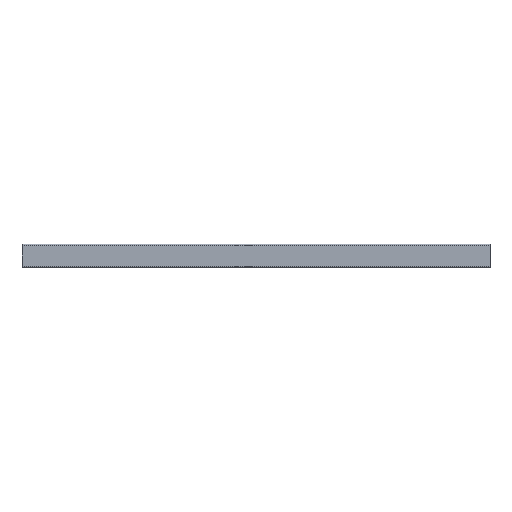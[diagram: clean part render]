
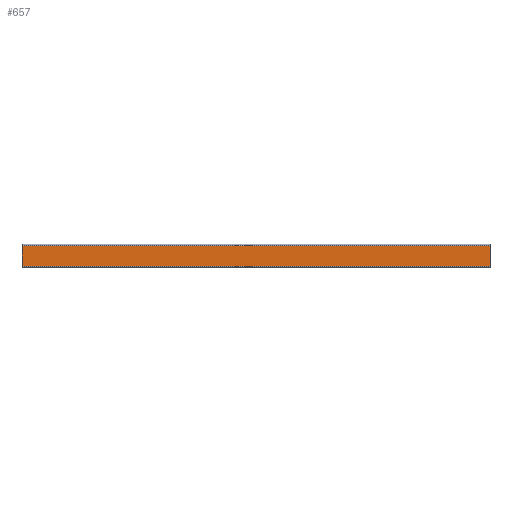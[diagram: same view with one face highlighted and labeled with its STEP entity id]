
A CAD part, left-side view. The second image highlights one B-rep face of the part: STEP entity #657.
In plain terms, the highlighted planar face has unit normal (-1, 0, 0).
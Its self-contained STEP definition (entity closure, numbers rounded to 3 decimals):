
#89=FACE_OUTER_BOUND('',#123,.T.);
#123=EDGE_LOOP('',(#519,#520,#521,#522));
#183=LINE('',#1093,#247);
#184=LINE('',#1095,#248);
#185=LINE('',#1097,#249);
#186=LINE('',#1098,#250);
#247=VECTOR('',#895,10.);
#248=VECTOR('',#896,10.);
#249=VECTOR('',#897,10.);
#250=VECTOR('',#898,10.);
#311=VERTEX_POINT('',#1091);
#312=VERTEX_POINT('',#1092);
#313=VERTEX_POINT('',#1094);
#314=VERTEX_POINT('',#1096);
#399=EDGE_CURVE('',#311,#312,#183,.F.);
#400=EDGE_CURVE('',#311,#313,#184,.T.);
#401=EDGE_CURVE('',#314,#313,#185,.T.);
#402=EDGE_CURVE('',#312,#314,#186,.T.);
#519=ORIENTED_EDGE('',*,*,#399,.F.);
#520=ORIENTED_EDGE('',*,*,#400,.T.);
#521=ORIENTED_EDGE('',*,*,#401,.F.);
#522=ORIENTED_EDGE('',*,*,#402,.F.);
#627=PLANE('',#729);
#657=ADVANCED_FACE('',(#89),#627,.T.);
#729=AXIS2_PLACEMENT_3D('',#1090,#893,#894);
#893=DIRECTION('center_axis',(-1.,0.,0.));
#894=DIRECTION('ref_axis',(0.,0.,1.));
#895=DIRECTION('',(0.,0.,1.));
#896=DIRECTION('',(0.,1.,0.));
#897=DIRECTION('',(0.,0.,1.));
#898=DIRECTION('',(0.,1.,0.));
#1090=CARTESIAN_POINT('Origin',(-22.984,0.,-19.984));
#1091=CARTESIAN_POINT('',(-22.984,-750.,24.016));
#1092=CARTESIAN_POINT('',(-22.984,-750.,-19.984));
#1093=CARTESIAN_POINT('',(-22.984,-750.,-8.984));
#1094=CARTESIAN_POINT('',(-22.984,250.,24.016));
#1095=CARTESIAN_POINT('',(-22.984,0.,24.016));
#1096=CARTESIAN_POINT('',(-22.984,250.,-19.984));
#1097=CARTESIAN_POINT('',(-22.984,250.,24.016));
#1098=CARTESIAN_POINT('',(-22.984,0.,-19.984));
